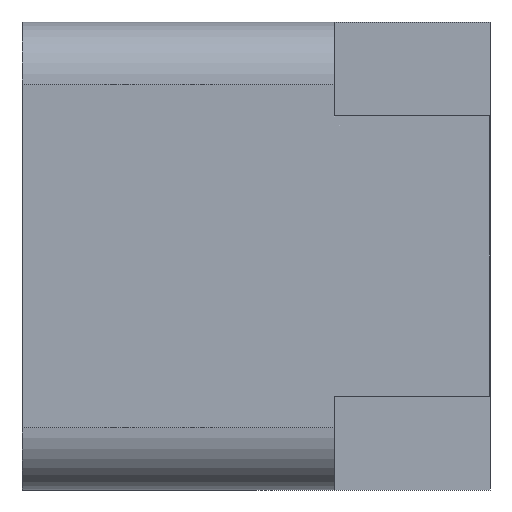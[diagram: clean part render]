
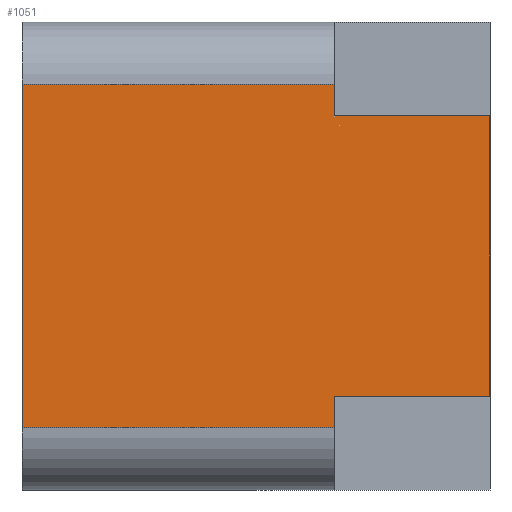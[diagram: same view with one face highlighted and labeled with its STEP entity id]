
A CAD part, left-side view. The second image highlights one B-rep face of the part: STEP entity #1051.
In plain terms, the highlighted planar face has unit normal (-1, 0, 0).
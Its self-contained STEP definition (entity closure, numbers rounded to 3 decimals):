
#67=PLANE($,#1152);
#117=FACE_OUTER_BOUND($,#176,.T.);
#176=EDGE_LOOP($,(#929,#930,#931,#932,#933,#934,#935,#936));
#272=LINE($,#1720,#374);
#277=LINE($,#1738,#379);
#278=LINE($,#1741,#380);
#282=LINE($,#1749,#384);
#283=LINE($,#1751,#385);
#284=LINE($,#1753,#386);
#285=LINE($,#1754,#387);
#286=LINE($,#1755,#388);
#374=VECTOR($,#1403,9.);
#379=VECTOR($,#1420,10.);
#380=VECTOR($,#1423,1.);
#384=VECTOR($,#1429,11.);
#385=VECTOR($,#1430,10.);
#386=VECTOR($,#1431,1.);
#387=VECTOR($,#1432,5.);
#388=VECTOR($,#1433,5.);
#516=VERTEX_POINT($,#1717);
#517=VERTEX_POINT($,#1719);
#521=VERTEX_POINT($,#1731);
#524=VERTEX_POINT($,#1736);
#525=VERTEX_POINT($,#1740);
#528=VERTEX_POINT($,#1748);
#529=VERTEX_POINT($,#1750);
#530=VERTEX_POINT($,#1752);
#655=EDGE_CURVE($,#517,#516,#272,.T.);
#663=EDGE_CURVE($,#524,#521,#277,.T.);
#664=EDGE_CURVE($,#521,#525,#278,.T.);
#668=EDGE_CURVE($,#528,#524,#282,.T.);
#669=EDGE_CURVE($,#529,#528,#283,.T.);
#670=EDGE_CURVE($,#530,#529,#284,.T.);
#671=EDGE_CURVE($,#517,#530,#285,.T.);
#672=EDGE_CURVE($,#516,#525,#286,.T.);
#929=ORIENTED_EDGE($,*,*,#663,.F.);
#930=ORIENTED_EDGE($,*,*,#668,.F.);
#931=ORIENTED_EDGE($,*,*,#669,.F.);
#932=ORIENTED_EDGE($,*,*,#670,.F.);
#933=ORIENTED_EDGE($,*,*,#671,.F.);
#934=ORIENTED_EDGE($,*,*,#655,.T.);
#935=ORIENTED_EDGE($,*,*,#672,.T.);
#936=ORIENTED_EDGE($,*,*,#664,.F.);
#1051=ADVANCED_FACE($,(#117),#67,.T.);
#1152=AXIS2_PLACEMENT_3D($,#1747,#1427,#1428);
#1403=DIRECTION($,(0.,0.,1.));
#1420=DIRECTION($,(0.,-1.,0.));
#1423=DIRECTION($,(0.,0.,-1.));
#1427=DIRECTION('center_axis',(-1.,0.,0.));
#1428=DIRECTION('ref_axis',(0.,0.,1.));
#1429=DIRECTION($,(0.,0.,1.));
#1430=DIRECTION($,(0.,1.,0.));
#1431=DIRECTION($,(0.,0.,-1.));
#1432=DIRECTION($,(0.,1.,0.));
#1433=DIRECTION($,(0.,1.,0.));
#1717=CARTESIAN_POINT('',(-17.,0.,4.5));
#1719=CARTESIAN_POINT('',(-17.,0.,-4.5));
#1720=CARTESIAN_POINT($,(-17.,0.,-4.5));
#1731=CARTESIAN_POINT('',(-17.,5.,5.5));
#1736=CARTESIAN_POINT('',(-17.,15.,5.5));
#1738=CARTESIAN_POINT($,(-17.,0.,5.5));
#1740=CARTESIAN_POINT('',(-17.,5.,4.5));
#1741=CARTESIAN_POINT($,(-17.,5.,4.5));
#1747=CARTESIAN_POINT('Origin',(-17.,0.,-4.5));
#1748=CARTESIAN_POINT('',(-17.,15.,-5.5));
#1749=CARTESIAN_POINT($,(-17.,15.,-7.5));
#1750=CARTESIAN_POINT('',(-17.,5.,-5.5));
#1751=CARTESIAN_POINT($,(-17.,0.,-5.5));
#1752=CARTESIAN_POINT('',(-17.,5.,-4.5));
#1753=CARTESIAN_POINT($,(-17.,5.,-7.5));
#1754=CARTESIAN_POINT($,(-17.,0.,-4.5));
#1755=CARTESIAN_POINT($,(-17.,0.,4.5));
